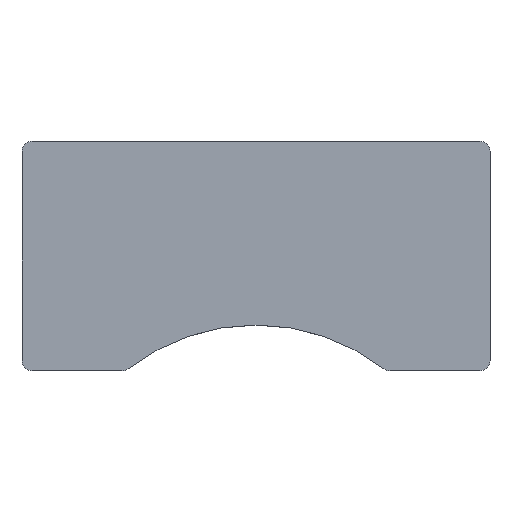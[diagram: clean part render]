
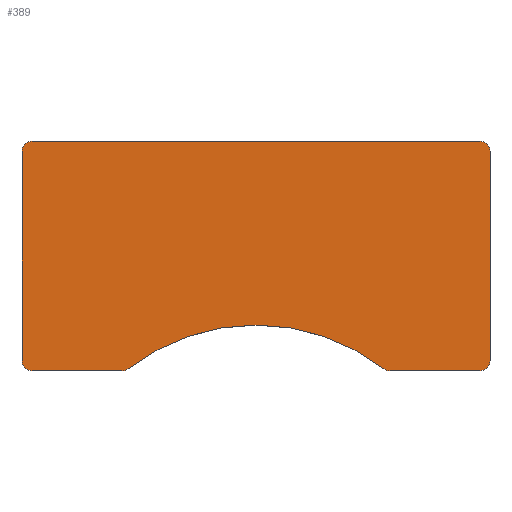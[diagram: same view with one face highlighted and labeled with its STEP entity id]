
A CAD part, top view. The second image highlights one B-rep face of the part: STEP entity #389.
In plain terms, the highlighted planar face has unit normal (0, 0, 1).
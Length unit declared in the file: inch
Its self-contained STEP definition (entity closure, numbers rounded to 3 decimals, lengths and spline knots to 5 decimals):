
#1 = CARTESIAN_POINT ( 'NONE',  ( -0.64231, -0.5, 0.1 ) ) ;
#2 = EDGE_CURVE ( 'NONE', #685, #722, #347, .T. ) ;
#20 = CARTESIAN_POINT ( 'NONE',  ( -1.12, -0.55, 0.1 ) ) ;
#23 = EDGE_CURVE ( 'NONE', #148, #371, #349, .T. ) ;
#25 = EDGE_CURVE ( 'NONE', #495, #624, #651, .T. ) ;
#26 = CARTESIAN_POINT ( 'NONE',  ( 0., -1.33062, 0.1 ) ) ;
#48 = EDGE_CURVE ( 'NONE', #381, #230, #681, .T. ) ;
#56 = VERTEX_POINT ( 'NONE', #640 ) ;
#62 = CARTESIAN_POINT ( 'NONE',  ( 1.12, -0.5, 0.1 ) ) ;
#72 = ORIENTED_EDGE ( 'NONE', *, *, #2, .T. ) ;
#76 = CIRCLE ( 'NONE', #491, 0.05 ) ;
#82 = EDGE_CURVE ( 'NONE', #56, #381, #333, .T. ) ;
#85 = ORIENTED_EDGE ( 'NONE', *, *, #219, .T. ) ;
#115 = CARTESIAN_POINT ( 'NONE',  ( -0.61172, -0.53955, 0.1 ) ) ;
#126 = ORIENTED_EDGE ( 'NONE', *, *, #48, .T. ) ;
#133 = EDGE_CURVE ( 'NONE', #495, #722, #713, .T. ) ;
#136 = DIRECTION ( 'NONE',  ( 0., 0., 1. ) ) ;
#140 = ORIENTED_EDGE ( 'NONE', *, *, #133, .F. ) ;
#142 = DIRECTION ( 'NONE',  ( -1., 0., 0. ) ) ;
#145 = CARTESIAN_POINT ( 'NONE',  ( -0.64231, -0.55, 0.1 ) ) ;
#148 = VERTEX_POINT ( 'NONE', #198 ) ;
#162 = CARTESIAN_POINT ( 'NONE',  ( -1.12, -0.55, 0.1 ) ) ;
#166 = AXIS2_PLACEMENT_3D ( 'NONE', #171, #400, #618 ) ;
#171 = CARTESIAN_POINT ( 'NONE',  ( 0.64231, -0.5, 0.1 ) ) ;
#178 = CARTESIAN_POINT ( 'NONE',  ( -1.12, 0.5, 0.1 ) ) ;
#184 = DIRECTION ( 'NONE',  ( -1., 0., 0. ) ) ;
#190 = CARTESIAN_POINT ( 'NONE',  ( 1.07, -0.5, 0.1 ) ) ;
#191 = EDGE_CURVE ( 'NONE', #231, #600, #76, .T. ) ;
#195 = DIRECTION ( 'NONE',  ( 0., 0., 1. ) ) ;
#198 = CARTESIAN_POINT ( 'NONE',  ( 1.07, 0.55, 0.1 ) ) ;
#202 = LINE ( 'NONE', #438, #563 ) ;
#219 = EDGE_CURVE ( 'NONE', #624, #56, #604, .T. ) ;
#220 = CARTESIAN_POINT ( 'NONE',  ( -1.07, 0.55, 0.1 ) ) ;
#223 = VECTOR ( 'NONE', #554, 39.37008 ) ;
#225 = CARTESIAN_POINT ( 'NONE',  ( -1.12, 0.55, 0.1 ) ) ;
#227 = EDGE_CURVE ( 'NONE', #363, #231, #202, .T. ) ;
#230 = VERTEX_POINT ( 'NONE', #391 ) ;
#231 = VERTEX_POINT ( 'NONE', #266 ) ;
#235 = CARTESIAN_POINT ( 'NONE',  ( 1.07, 0.5, 0.1 ) ) ;
#256 = CIRCLE ( 'NONE', #359, 0.05 ) ;
#266 = CARTESIAN_POINT ( 'NONE',  ( -1.12, -0.5, 0.1 ) ) ;
#279 = AXIS2_PLACEMENT_3D ( 'NONE', #316, #485, #446 ) ;
#281 = CARTESIAN_POINT ( 'NONE',  ( 0., 0., 0.1 ) ) ;
#283 = CARTESIAN_POINT ( 'NONE',  ( 1.12, -0.55, 0.1 ) ) ;
#286 = ORIENTED_EDGE ( 'NONE', *, *, #549, .T. ) ;
#288 = ORIENTED_EDGE ( 'NONE', *, *, #227, .T. ) ;
#297 = EDGE_CURVE ( 'NONE', #371, #363, #431, .T. ) ;
#301 = LINE ( 'NONE', #20, #346 ) ;
#313 = DIRECTION ( 'NONE',  ( 0., 0., 1. ) ) ;
#316 = CARTESIAN_POINT ( 'NONE',  ( -1.07, 0.5, 0.1 ) ) ;
#322 = EDGE_LOOP ( 'NONE', ( #140, #427, #85, #492, #126, #633, #589, #661, #288, #412, #286, #72 ) ) ;
#333 = CIRCLE ( 'NONE', #579, 0.05 ) ;
#344 = VECTOR ( 'NONE', #457, 39.37008 ) ;
#346 = VECTOR ( 'NONE', #410, 39.37008 ) ;
#347 = CIRCLE ( 'NONE', #675, 0.05 ) ;
#348 = FACE_OUTER_BOUND ( 'NONE', #322, .T. ) ;
#349 = LINE ( 'NONE', #225, #344 ) ;
#359 = AXIS2_PLACEMENT_3D ( 'NONE', #235, #634, #528 ) ;
#363 = VERTEX_POINT ( 'NONE', #178 ) ;
#371 = VERTEX_POINT ( 'NONE', #220 ) ;
#381 = VERTEX_POINT ( 'NONE', #62 ) ;
#384 = DIRECTION ( 'NONE',  ( -1., 0., 0. ) ) ;
#386 = AXIS2_PLACEMENT_3D ( 'NONE', #26, #195, #184 ) ;
#389 = ADVANCED_FACE ( 'NONE', ( #348 ), #569, .F. ) ;
#391 = CARTESIAN_POINT ( 'NONE',  ( 1.12, 0.5, 0.1 ) ) ;
#400 = DIRECTION ( 'NONE',  ( 0., 0., 1. ) ) ;
#410 = DIRECTION ( 'NONE',  ( 1., 0., 0. ) ) ;
#412 = ORIENTED_EDGE ( 'NONE', *, *, #191, .T. ) ;
#419 = CARTESIAN_POINT ( 'NONE',  ( -1.07, -0.5, 0.1 ) ) ;
#427 = ORIENTED_EDGE ( 'NONE', *, *, #25, .T. ) ;
#431 = CIRCLE ( 'NONE', #279, 0.05 ) ;
#438 = CARTESIAN_POINT ( 'NONE',  ( -1.12, -0.55, 0.1 ) ) ;
#444 = VECTOR ( 'NONE', #570, 39.37008 ) ;
#446 = DIRECTION ( 'NONE',  ( -1., 0., 0. ) ) ;
#457 = DIRECTION ( 'NONE',  ( -1., 0., 0. ) ) ;
#462 = DIRECTION ( 'NONE',  ( -1., 0., 0. ) ) ;
#485 = DIRECTION ( 'NONE',  ( 0., 0., 1. ) ) ;
#491 = AXIS2_PLACEMENT_3D ( 'NONE', #419, #313, #384 ) ;
#492 = ORIENTED_EDGE ( 'NONE', *, *, #82, .T. ) ;
#495 = VERTEX_POINT ( 'NONE', #516 ) ;
#516 = CARTESIAN_POINT ( 'NONE',  ( 0.61172, -0.53955, 0.1 ) ) ;
#528 = DIRECTION ( 'NONE',  ( -1., 0., 0. ) ) ;
#540 = CARTESIAN_POINT ( 'NONE',  ( 0.64231, -0.55, 0.1 ) ) ;
#549 = EDGE_CURVE ( 'NONE', #600, #685, #301, .T. ) ;
#554 = DIRECTION ( 'NONE',  ( 1., 0., 0. ) ) ;
#558 = DIRECTION ( 'NONE',  ( 0., 0., -1. ) ) ;
#563 = VECTOR ( 'NONE', #724, 39.37008 ) ;
#568 = EDGE_CURVE ( 'NONE', #230, #148, #256, .T. ) ;
#569 = PLANE ( 'NONE',  #723 ) ;
#570 = DIRECTION ( 'NONE',  ( 0., 1., 0. ) ) ;
#573 = DIRECTION ( 'NONE',  ( 0., 0., 1. ) ) ;
#579 = AXIS2_PLACEMENT_3D ( 'NONE', #190, #136, #142 ) ;
#589 = ORIENTED_EDGE ( 'NONE', *, *, #23, .T. ) ;
#600 = VERTEX_POINT ( 'NONE', #664 ) ;
#604 = LINE ( 'NONE', #162, #223 ) ;
#617 = DIRECTION ( 'NONE',  ( -1., 0., 0. ) ) ;
#618 = DIRECTION ( 'NONE',  ( -1., 0., 0. ) ) ;
#624 = VERTEX_POINT ( 'NONE', #540 ) ;
#633 = ORIENTED_EDGE ( 'NONE', *, *, #568, .T. ) ;
#634 = DIRECTION ( 'NONE',  ( 0., 0., 1. ) ) ;
#640 = CARTESIAN_POINT ( 'NONE',  ( 1.07, -0.55, 0.1 ) ) ;
#651 = CIRCLE ( 'NONE', #166, 0.05 ) ;
#661 = ORIENTED_EDGE ( 'NONE', *, *, #297, .T. ) ;
#664 = CARTESIAN_POINT ( 'NONE',  ( -1.07, -0.55, 0.1 ) ) ;
#675 = AXIS2_PLACEMENT_3D ( 'NONE', #1, #573, #462 ) ;
#681 = LINE ( 'NONE', #283, #444 ) ;
#685 = VERTEX_POINT ( 'NONE', #145 ) ;
#713 = CIRCLE ( 'NONE', #386, 1. ) ;
#722 = VERTEX_POINT ( 'NONE', #115 ) ;
#723 = AXIS2_PLACEMENT_3D ( 'NONE', #281, #558, #617 ) ;
#724 = DIRECTION ( 'NONE',  ( 0., -1., 0. ) ) ;
